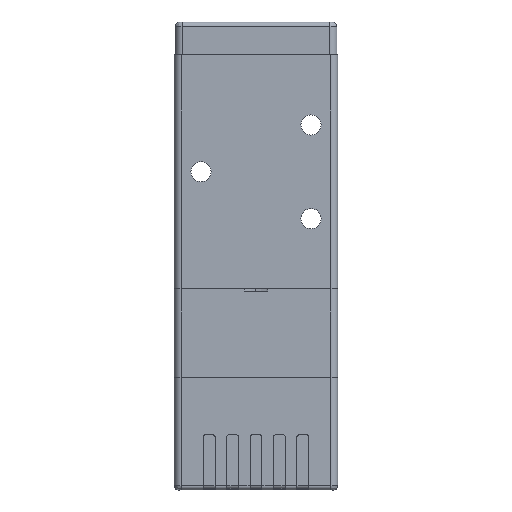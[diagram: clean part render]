
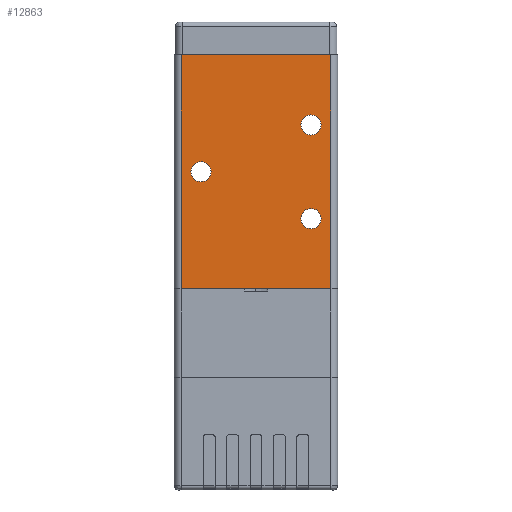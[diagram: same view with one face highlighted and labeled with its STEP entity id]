
A CAD part, front view. The second image highlights one B-rep face of the part: STEP entity #12863.
In plain terms, the highlighted planar face has unit normal (0, -1, 0).
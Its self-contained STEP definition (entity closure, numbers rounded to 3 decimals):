
#225 = DIRECTION ( 'NONE',  ( 0., 1., 0. ) ) ;
#345 = CIRCLE ( 'NONE', #4780, 2.15 ) ;
#464 = EDGE_CURVE ( 'NONE', #12626, #4238, #18515, .T. ) ;
#575 = DIRECTION ( 'NONE',  ( 0., 0., 1. ) ) ;
#656 = ORIENTED_EDGE ( 'NONE', *, *, #15545, .F. ) ;
#687 = DIRECTION ( 'NONE',  ( 0., 0., -1. ) ) ;
#967 = CARTESIAN_POINT ( 'NONE',  ( 11.75, 42.813, -15. ) ) ;
#1095 = VECTOR ( 'NONE', #15594, 1000. ) ;
#1938 = VECTOR ( 'NONE', #9321, 1000. ) ;
#2005 = CARTESIAN_POINT ( 'NONE',  ( -11.75, 42.813, -22.85 ) ) ;
#2009 = LINE ( 'NONE', #18612, #1095 ) ;
#2318 = ORIENTED_EDGE ( 'NONE', *, *, #18806, .T. ) ;
#2416 = AXIS2_PLACEMENT_3D ( 'NONE', #10270, #4179, #13338 ) ;
#2419 = CARTESIAN_POINT ( 'NONE',  ( 11.75, 42.813, -37.15 ) ) ;
#2609 = EDGE_LOOP ( 'NONE', ( #8000, #16146 ) ) ;
#2700 = EDGE_LOOP ( 'NONE', ( #18376, #2318 ) ) ;
#2728 = PLANE ( 'NONE',  #2416 ) ;
#3230 = CARTESIAN_POINT ( 'NONE',  ( -11.75, 42.813, -25. ) ) ;
#4151 = FACE_BOUND ( 'NONE', #2700, .T. ) ;
#4179 = DIRECTION ( 'NONE',  ( 0., -1., 0. ) ) ;
#4238 = VERTEX_POINT ( 'NONE', #10294 ) ;
#4621 = VECTOR ( 'NONE', #575, 1000. ) ;
#4753 = DIRECTION ( 'NONE',  ( 0., 0., -1. ) ) ;
#4778 = CARTESIAN_POINT ( 'NONE',  ( 16., 42.813, 0. ) ) ;
#4780 = AXIS2_PLACEMENT_3D ( 'NONE', #6624, #17257, #8136 ) ;
#5053 = AXIS2_PLACEMENT_3D ( 'NONE', #18901, #9770, #687 ) ;
#5431 = VERTEX_POINT ( 'NONE', #2005 ) ;
#5824 = CARTESIAN_POINT ( 'NONE',  ( -16., 42.813, -50. ) ) ;
#6003 = LINE ( 'NONE', #13915, #1938 ) ;
#6285 = DIRECTION ( 'NONE',  ( 0., 1., 0. ) ) ;
#6454 = CARTESIAN_POINT ( 'NONE',  ( 16., 42.813, -50. ) ) ;
#6624 = CARTESIAN_POINT ( 'NONE',  ( 11.75, 42.813, -15. ) ) ;
#6856 = VERTEX_POINT ( 'NONE', #10272 ) ;
#6896 = VECTOR ( 'NONE', #7232, 1000. ) ;
#7041 = CARTESIAN_POINT ( 'NONE',  ( 16., 42.813, -50. ) ) ;
#7232 = DIRECTION ( 'NONE',  ( -1., 0., 0. ) ) ;
#7245 = FACE_BOUND ( 'NONE', #16468, .T. ) ;
#7946 = CARTESIAN_POINT ( 'NONE',  ( 11.75, 42.813, -35. ) ) ;
#8000 = ORIENTED_EDGE ( 'NONE', *, *, #13692, .T. ) ;
#8136 = DIRECTION ( 'NONE',  ( 0., 0., -1. ) ) ;
#8295 = VERTEX_POINT ( 'NONE', #5824 ) ;
#8563 = VERTEX_POINT ( 'NONE', #6454 ) ;
#8583 = AXIS2_PLACEMENT_3D ( 'NONE', #15389, #6285, #16930 ) ;
#8959 = ORIENTED_EDGE ( 'NONE', *, *, #11432, .T. ) ;
#9064 = VERTEX_POINT ( 'NONE', #14832 ) ;
#9101 = CIRCLE ( 'NONE', #5053, 2.15 ) ;
#9309 = AXIS2_PLACEMENT_3D ( 'NONE', #967, #225, #19565 ) ;
#9321 = DIRECTION ( 'NONE',  ( 0., 0., 1. ) ) ;
#9469 = DIRECTION ( 'NONE',  ( 0., 0., -1. ) ) ;
#9618 = VERTEX_POINT ( 'NONE', #4778 ) ;
#9770 = DIRECTION ( 'NONE',  ( 0., 1., 0. ) ) ;
#10069 = CIRCLE ( 'NONE', #8583, 2.15 ) ;
#10270 = CARTESIAN_POINT ( 'NONE',  ( 17.5, 42.813, -50. ) ) ;
#10272 = CARTESIAN_POINT ( 'NONE',  ( -11.75, 42.813, -27.15 ) ) ;
#10294 = CARTESIAN_POINT ( 'NONE',  ( 11.75, 42.813, -17.15 ) ) ;
#10478 = EDGE_LOOP ( 'NONE', ( #18333, #656, #14078, #8959 ) ) ;
#11432 = EDGE_CURVE ( 'NONE', #8563, #9618, #13657, .T. ) ;
#11664 = ORIENTED_EDGE ( 'NONE', *, *, #15059, .T. ) ;
#11693 = EDGE_CURVE ( 'NONE', #6856, #5431, #12906, .T. ) ;
#11946 = AXIS2_PLACEMENT_3D ( 'NONE', #7946, #18608, #9469 ) ;
#12235 = CARTESIAN_POINT ( 'NONE',  ( -16., 42.813, 0. ) ) ;
#12576 = CARTESIAN_POINT ( 'NONE',  ( 11.75, 42.813, -12.85 ) ) ;
#12626 = VERTEX_POINT ( 'NONE', #12576 ) ;
#12863 = ADVANCED_FACE ( 'NONE', ( #19370, #14846, #7245, #4151 ), #2728, .T. ) ;
#12906 = CIRCLE ( 'NONE', #16890, 2.15 ) ;
#13199 = EDGE_CURVE ( 'NONE', #16535, #9064, #9101, .T. ) ;
#13338 = DIRECTION ( 'NONE',  ( 1., 0., 0. ) ) ;
#13657 = LINE ( 'NONE', #7041, #4621 ) ;
#13692 = EDGE_CURVE ( 'NONE', #4238, #12626, #345, .T. ) ;
#13849 = DIRECTION ( 'NONE',  ( 0., 1., 0. ) ) ;
#13915 = CARTESIAN_POINT ( 'NONE',  ( -16., 42.813, -50. ) ) ;
#14078 = ORIENTED_EDGE ( 'NONE', *, *, #17858, .F. ) ;
#14501 = LINE ( 'NONE', #16311, #6896 ) ;
#14832 = CARTESIAN_POINT ( 'NONE',  ( 11.75, 42.813, -32.85 ) ) ;
#14846 = FACE_BOUND ( 'NONE', #2609, .T. ) ;
#15059 = EDGE_CURVE ( 'NONE', #9064, #16535, #16713, .T. ) ;
#15389 = CARTESIAN_POINT ( 'NONE',  ( -11.75, 42.813, -25. ) ) ;
#15545 = EDGE_CURVE ( 'NONE', #8295, #18795, #6003, .T. ) ;
#15594 = DIRECTION ( 'NONE',  ( -1., 0., 0. ) ) ;
#16146 = ORIENTED_EDGE ( 'NONE', *, *, #464, .T. ) ;
#16311 = CARTESIAN_POINT ( 'NONE',  ( 0., 42.813, 0. ) ) ;
#16468 = EDGE_LOOP ( 'NONE', ( #18975, #11664 ) ) ;
#16535 = VERTEX_POINT ( 'NONE', #2419 ) ;
#16713 = CIRCLE ( 'NONE', #11946, 2.15 ) ;
#16890 = AXIS2_PLACEMENT_3D ( 'NONE', #3230, #13849, #4753 ) ;
#16930 = DIRECTION ( 'NONE',  ( 0., 0., -1. ) ) ;
#17062 = EDGE_CURVE ( 'NONE', #9618, #18795, #14501, .T. ) ;
#17257 = DIRECTION ( 'NONE',  ( 0., 1., 0. ) ) ;
#17858 = EDGE_CURVE ( 'NONE', #8563, #8295, #2009, .T. ) ;
#18333 = ORIENTED_EDGE ( 'NONE', *, *, #17062, .T. ) ;
#18376 = ORIENTED_EDGE ( 'NONE', *, *, #11693, .T. ) ;
#18515 = CIRCLE ( 'NONE', #9309, 2.15 ) ;
#18608 = DIRECTION ( 'NONE',  ( 0., 1., 0. ) ) ;
#18612 = CARTESIAN_POINT ( 'NONE',  ( 0., 42.813, -50. ) ) ;
#18795 = VERTEX_POINT ( 'NONE', #12235 ) ;
#18806 = EDGE_CURVE ( 'NONE', #5431, #6856, #10069, .T. ) ;
#18901 = CARTESIAN_POINT ( 'NONE',  ( 11.75, 42.813, -35. ) ) ;
#18975 = ORIENTED_EDGE ( 'NONE', *, *, #13199, .T. ) ;
#19370 = FACE_OUTER_BOUND ( 'NONE', #10478, .T. ) ;
#19565 = DIRECTION ( 'NONE',  ( 0., 0., -1. ) ) ;
